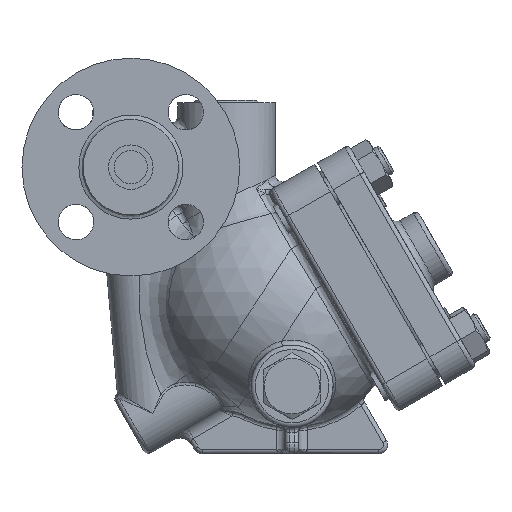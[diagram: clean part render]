
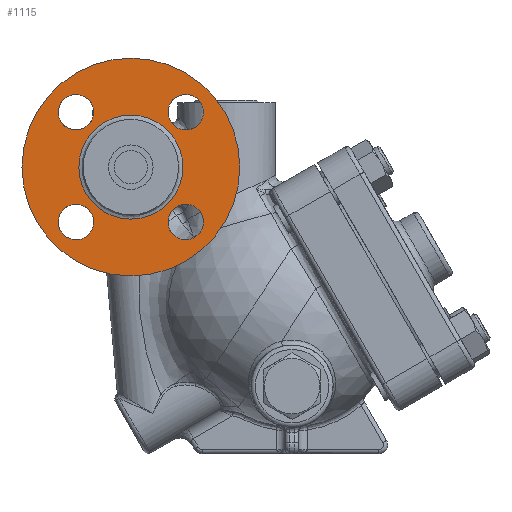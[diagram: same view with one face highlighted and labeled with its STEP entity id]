
A CAD part, front view. The second image highlights one B-rep face of the part: STEP entity #1115.
In plain terms, the highlighted planar face has unit normal (0, -1, 0).
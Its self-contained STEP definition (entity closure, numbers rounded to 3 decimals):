
#1040=CARTESIAN_POINT('',(-43.,-123.4,-23.41));
#1041=VERTEX_POINT('',#1040);
#1042=CARTESIAN_POINT('',(-43.,-123.4,0.));
#1043=DIRECTION('',(0.0,-1.0,0.0));
#1044=DIRECTION('',(0.0,0.0,1.0));
#1045=AXIS2_PLACEMENT_3D('',#1042,#1043,#1044);
#1046=CIRCLE('',#1045,23.41);
#1047=EDGE_CURVE('',#1041,#1041,#1046,.T.);
#1052=CARTESIAN_POINT('',(-43.,-123.4,35.225));
#1053=DIRECTION('',(0.0,-1.0,0.0));
#1054=DIRECTION('',(0.0,0.0,-1.0));
#1055=AXIS2_PLACEMENT_3D('',#1052,#1053,#1054);
#1056=PLANE('',#1055);
#1057=CARTESIAN_POINT('',(-43.,-123.4,49.));
#1058=VERTEX_POINT('',#1057);
#1059=CARTESIAN_POINT('',(-43.,-123.4,0.));
#1060=DIRECTION('',(0.0,1.0,0.0));
#1061=DIRECTION('',(0.0,0.0,1.0));
#1062=AXIS2_PLACEMENT_3D('',#1059,#1060,#1061);
#1063=CIRCLE('',#1062,49.);
#1064=EDGE_CURVE('',#1058,#1058,#1063,.T.);
#1065=ORIENTED_EDGE('',*,*,#1064,.F.);
#1066=EDGE_LOOP('',(#1065));
#1067=FACE_OUTER_BOUND('',#1066,.T.);
#1068=CARTESIAN_POINT('',(-10.287,-123.4,24.713));
#1069=VERTEX_POINT('',#1068);
#1070=CARTESIAN_POINT('',(-18.287,-123.4,24.713));
#1071=DIRECTION('',(0.0,1.0,0.0));
#1072=DIRECTION('',(1.0,0.0,0.0));
#1073=AXIS2_PLACEMENT_3D('',#1070,#1071,#1072);
#1074=CIRCLE('',#1073,8.);
#1075=EDGE_CURVE('',#1069,#1069,#1074,.T.);
#1076=ORIENTED_EDGE('',*,*,#1075,.T.);
#1077=EDGE_LOOP('',(#1076));
#1078=FACE_BOUND('',#1077,.T.);
#1079=CARTESIAN_POINT('',(-18.287,-123.4,-32.713));
#1080=VERTEX_POINT('',#1079);
#1081=CARTESIAN_POINT('',(-18.287,-123.4,-24.713));
#1082=DIRECTION('',(0.0,1.0,0.0));
#1083=DIRECTION('',(0.0,0.0,-1.0));
#1084=AXIS2_PLACEMENT_3D('',#1081,#1082,#1083);
#1085=CIRCLE('',#1084,8.);
#1086=EDGE_CURVE('',#1080,#1080,#1085,.T.);
#1087=ORIENTED_EDGE('',*,*,#1086,.T.);
#1088=EDGE_LOOP('',(#1087));
#1089=FACE_BOUND('',#1088,.T.);
#1090=CARTESIAN_POINT('',(-75.713,-123.4,-24.713));
#1091=VERTEX_POINT('',#1090);
#1092=CARTESIAN_POINT('',(-67.713,-123.4,-24.713));
#1093=DIRECTION('',(0.0,1.0,0.0));
#1094=DIRECTION('',(-1.0,0.0,0.0));
#1095=AXIS2_PLACEMENT_3D('',#1092,#1093,#1094);
#1096=CIRCLE('',#1095,8.);
#1097=EDGE_CURVE('',#1091,#1091,#1096,.T.);
#1098=ORIENTED_EDGE('',*,*,#1097,.T.);
#1099=EDGE_LOOP('',(#1098));
#1100=FACE_BOUND('',#1099,.T.);
#1101=CARTESIAN_POINT('',(-67.713,-123.4,32.713));
#1102=VERTEX_POINT('',#1101);
#1103=CARTESIAN_POINT('',(-67.713,-123.4,24.713));
#1104=DIRECTION('',(0.0,1.0,0.0));
#1105=DIRECTION('',(0.0,0.0,1.0));
#1106=AXIS2_PLACEMENT_3D('',#1103,#1104,#1105);
#1107=CIRCLE('',#1106,8.);
#1108=EDGE_CURVE('',#1102,#1102,#1107,.T.);
#1109=ORIENTED_EDGE('',*,*,#1108,.T.);
#1110=EDGE_LOOP('',(#1109));
#1111=FACE_BOUND('',#1110,.T.);
#1112=ORIENTED_EDGE('',*,*,#1047,.F.);
#1113=EDGE_LOOP('',(#1112));
#1114=FACE_BOUND('',#1113,.T.);
#1115=ADVANCED_FACE('',(#1067,#1078,#1089,#1100,#1111,#1114),#1056,.T.);
